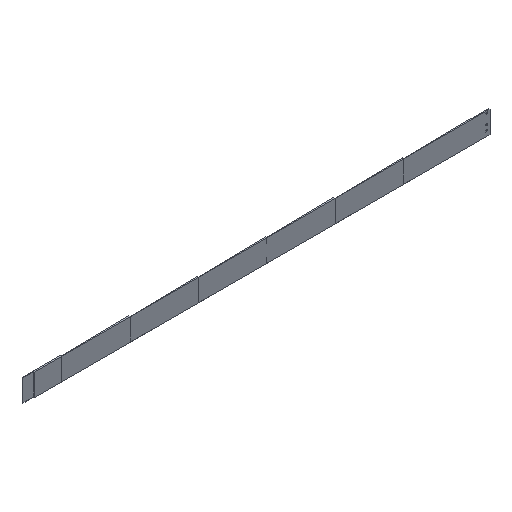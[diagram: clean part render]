
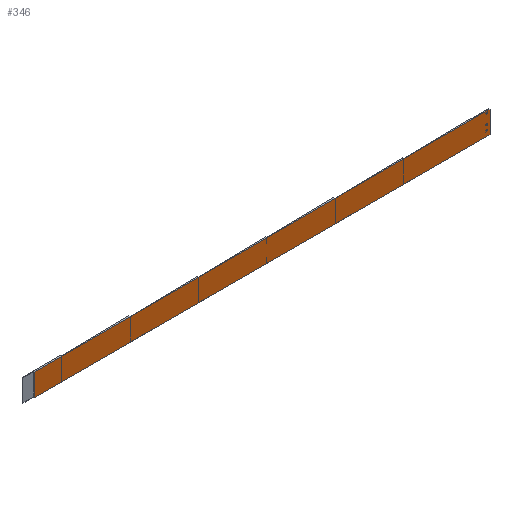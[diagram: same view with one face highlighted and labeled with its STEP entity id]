
A CAD part, isometric view. The second image highlights one B-rep face of the part: STEP entity #346.
In plain terms, the highlighted planar face has unit normal (0, -1, 0).
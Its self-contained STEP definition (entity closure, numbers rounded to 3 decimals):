
#141=CARTESIAN_POINT('',(206.7,-0.8,9.5));
#142=VERTEX_POINT('',#141);
#151=CARTESIAN_POINT('',(208.2,-0.8,9.5));
#152=VERTEX_POINT('',#151);
#153=CARTESIAN_POINT('',(207.45,-0.8,9.5));
#154=DIRECTION('',(0.0,1.0,0.0));
#155=DIRECTION('',(-1.0,0.0,0.0));
#156=AXIS2_PLACEMENT_3D('',#153,#154,#155);
#157=CIRCLE('',#156,0.75);
#158=EDGE_CURVE('',#152,#142,#157,.T.);
#183=CARTESIAN_POINT('',(206.7,-0.8,0.5));
#184=VERTEX_POINT('',#183);
#193=CARTESIAN_POINT('',(208.2,-0.8,0.5));
#194=VERTEX_POINT('',#193);
#195=CARTESIAN_POINT('',(207.45,-0.8,0.5));
#196=DIRECTION('',(0.0,1.0,0.0));
#197=DIRECTION('',(-1.0,0.0,0.0));
#198=AXIS2_PLACEMENT_3D('',#195,#196,#197);
#199=CIRCLE('',#198,0.75);
#200=EDGE_CURVE('',#194,#184,#199,.T.);
#225=CARTESIAN_POINT('',(207.45,-0.8,-4.624));
#226=VERTEX_POINT('',#225);
#227=CARTESIAN_POINT('',(207.45,-0.8,-4.0));
#228=DIRECTION('',(0.0,1.0,0.0));
#229=DIRECTION('',(0.0,0.0,1.0));
#230=AXIS2_PLACEMENT_3D('',#227,#228,#229);
#231=CIRCLE('',#230,0.624);
#232=EDGE_CURVE('',#226,#226,#231,.T.);
#262=CARTESIAN_POINT('',(207.45,-0.8,0.5));
#263=DIRECTION('',(0.0,1.0,0.0));
#264=DIRECTION('',(-1.0,0.0,0.0));
#265=AXIS2_PLACEMENT_3D('',#262,#263,#264);
#266=CIRCLE('',#265,0.75);
#267=EDGE_CURVE('',#184,#194,#266,.T.);
#286=CARTESIAN_POINT('',(207.45,-0.8,9.5));
#287=DIRECTION('',(0.0,1.0,0.0));
#288=DIRECTION('',(-1.0,0.0,0.0));
#289=AXIS2_PLACEMENT_3D('',#286,#287,#288);
#290=CIRCLE('',#289,0.75);
#291=EDGE_CURVE('',#142,#152,#290,.T.);
#296=CARTESIAN_POINT('',(210.45,-0.8,-9.0));
#297=DIRECTION('',(0.0,-1.0,0.0));
#298=DIRECTION('',(0.0,0.0,-1.0));
#299=AXIS2_PLACEMENT_3D('',#296,#297,#298);
#300=PLANE('',#299);
#301=CARTESIAN_POINT('',(210.45,-0.8,11.0));
#302=VERTEX_POINT('',#301);
#303=CARTESIAN_POINT('',(-200.55,-0.8,11.0));
#304=VERTEX_POINT('',#303);
#305=CARTESIAN_POINT('',(210.45,-0.8,11.0));
#306=DIRECTION('',(-1.0,0.0,0.0));
#307=VECTOR('',#306,410.999);
#308=LINE('',#305,#307);
#309=EDGE_CURVE('',#302,#304,#308,.T.);
#310=ORIENTED_EDGE('',*,*,#309,.T.);
#311=CARTESIAN_POINT('',(-200.55,-0.8,-9.0));
#312=VERTEX_POINT('',#311);
#313=CARTESIAN_POINT('',(-200.55,-0.8,-9.0));
#314=DIRECTION('',(0.0,0.0,1.0));
#315=VECTOR('',#314,20.0);
#316=LINE('',#313,#315);
#317=EDGE_CURVE('',#312,#304,#316,.T.);
#318=ORIENTED_EDGE('',*,*,#317,.F.);
#319=CARTESIAN_POINT('',(210.45,-0.8,-9.0));
#320=VERTEX_POINT('',#319);
#321=CARTESIAN_POINT('',(-200.55,-0.8,-9.0));
#322=DIRECTION('',(1.0,0.0,0.0));
#323=VECTOR('',#322,410.999);
#324=LINE('',#321,#323);
#325=EDGE_CURVE('',#312,#320,#324,.T.);
#326=ORIENTED_EDGE('',*,*,#325,.T.);
#327=CARTESIAN_POINT('',(210.45,-0.8,-9.0));
#328=DIRECTION('',(0.0,0.0,1.0));
#329=VECTOR('',#328,20.0);
#330=LINE('',#327,#329);
#331=EDGE_CURVE('',#320,#302,#330,.T.);
#332=ORIENTED_EDGE('',*,*,#331,.T.);
#333=EDGE_LOOP('',(#310,#318,#326,#332));
#334=FACE_OUTER_BOUND('',#333,.T.);
#335=ORIENTED_EDGE('',*,*,#232,.T.);
#336=EDGE_LOOP('',(#335));
#337=FACE_BOUND('',#336,.T.);
#338=ORIENTED_EDGE('',*,*,#200,.T.);
#339=ORIENTED_EDGE('',*,*,#267,.T.);
#340=EDGE_LOOP('',(#338,#339));
#341=FACE_BOUND('',#340,.T.);
#342=ORIENTED_EDGE('',*,*,#158,.T.);
#343=ORIENTED_EDGE('',*,*,#291,.T.);
#344=EDGE_LOOP('',(#342,#343));
#345=FACE_BOUND('',#344,.T.);
#346=ADVANCED_FACE('',(#334,#337,#341,#345),#300,.T.);
